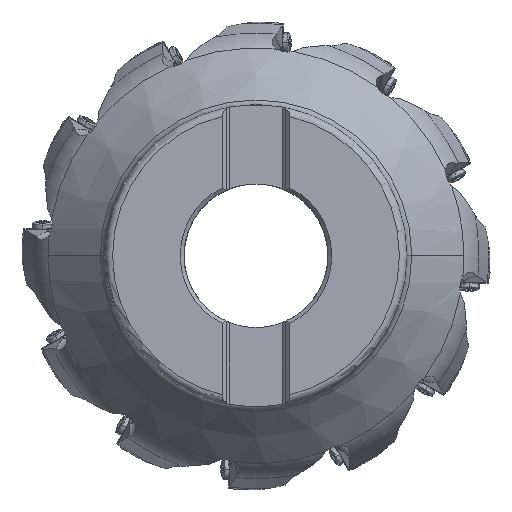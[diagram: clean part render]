
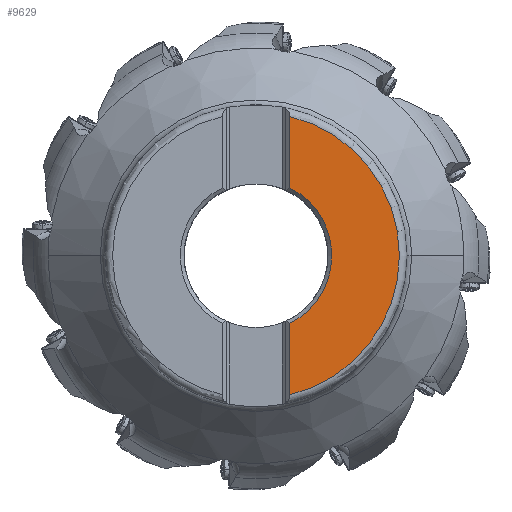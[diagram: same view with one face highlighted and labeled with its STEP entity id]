
A CAD part, top view. The second image highlights one B-rep face of the part: STEP entity #9629.
In plain terms, the highlighted planar face has unit normal (0, 0, 1).
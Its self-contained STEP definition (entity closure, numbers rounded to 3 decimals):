
#3709=LINE('',#62998,#5882);
#3710=LINE('',#62999,#5883);
#5882=VECTOR('',#42602,1.);
#5883=VECTOR('',#42603,1.);
#7923=FACE_OUTER_BOUND('',#12429,.T.);
#9629=ADVANCED_FACE('',(#7923),#11003,.T.);
#11003=PLANE('',#36473);
#12429=EDGE_LOOP('',(#18628,#18629,#18630,#18631,#18632,#18633));
#18628=ORIENTED_EDGE('',*,*,#29797,.F.);
#18629=ORIENTED_EDGE('',*,*,#29796,.F.);
#18630=ORIENTED_EDGE('',*,*,#29798,.F.);
#18631=ORIENTED_EDGE('',*,*,#29757,.F.);
#18632=ORIENTED_EDGE('',*,*,#29756,.F.);
#18633=ORIENTED_EDGE('',*,*,#29799,.F.);
#25547=VERTEX_POINT('',#62868);
#25548=VERTEX_POINT('',#62870);
#25549=VERTEX_POINT('',#62872);
#25575=VERTEX_POINT('',#62986);
#25576=VERTEX_POINT('',#62993);
#25577=VERTEX_POINT('',#62995);
#29756=EDGE_CURVE('',#25547,#25548,#32809,.T.);
#29757=EDGE_CURVE('',#25548,#25549,#32810,.T.);
#29796=EDGE_CURVE('',#25576,#25577,#32824,.T.);
#29797=EDGE_CURVE('',#25577,#25575,#32825,.T.);
#29798=EDGE_CURVE('',#25549,#25576,#3709,.T.);
#29799=EDGE_CURVE('',#25575,#25547,#3710,.T.);
#32809=CIRCLE('',#36445,38.);
#32810=CIRCLE('',#36446,38.);
#32824=CIRCLE('',#36470,20.085);
#32825=CIRCLE('',#36471,20.085);
#36445=AXIS2_PLACEMENT_3D('',#62869,#42530,#42531);
#36446=AXIS2_PLACEMENT_3D('',#62871,#42532,#42533);
#36470=AXIS2_PLACEMENT_3D('',#62994,#42596,#42597);
#36471=AXIS2_PLACEMENT_3D('',#62996,#42598,#42599);
#36473=AXIS2_PLACEMENT_3D('',#63000,#42604,#42605);
#42530=DIRECTION('',(0.,0.,-1.));
#42531=DIRECTION('',(0.235,0.972,0.));
#42532=DIRECTION('',(0.,0.,-1.));
#42533=DIRECTION('',(1.,0.,0.));
#42596=DIRECTION('',(0.,0.,1.));
#42597=DIRECTION('',(0.445,-0.896,0.));
#42598=DIRECTION('',(0.,0.,1.));
#42599=DIRECTION('',(1.,0.,0.));
#42602=DIRECTION('',(0.,1.,0.));
#42603=DIRECTION('',(0.,1.,0.));
#42604=DIRECTION('',(0.,0.,1.));
#42605=DIRECTION('',(1.,0.,0.));
#62868=CARTESIAN_POINT('',(8.938,36.934,0.));
#62869=CARTESIAN_POINT('',(0.,0.,0.));
#62870=CARTESIAN_POINT('',(38.,0.,0.));
#62871=CARTESIAN_POINT('',(0.,0.,0.));
#62872=CARTESIAN_POINT('',(8.938,-36.934,0.));
#62986=CARTESIAN_POINT('',(8.938,17.987,0.));
#62993=CARTESIAN_POINT('',(8.938,-17.987,0.));
#62994=CARTESIAN_POINT('',(0.,0.,0.));
#62995=CARTESIAN_POINT('',(20.085,0.,0.));
#62996=CARTESIAN_POINT('',(0.,0.,0.));
#62998=CARTESIAN_POINT('',(8.938,-36.934,0.));
#62999=CARTESIAN_POINT('',(8.938,17.987,0.));
#63000=CARTESIAN_POINT('',(23.469,0.,0.));
